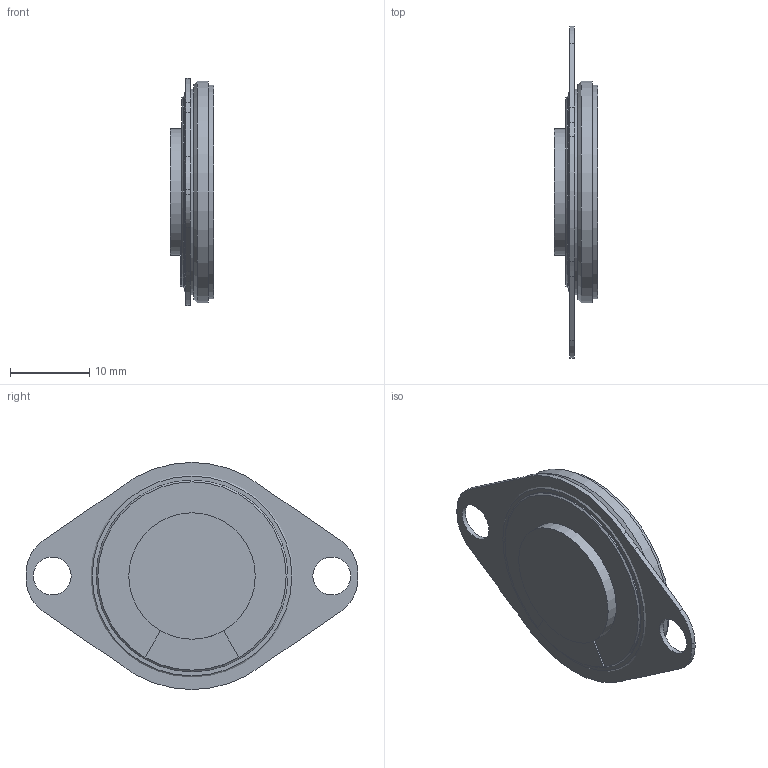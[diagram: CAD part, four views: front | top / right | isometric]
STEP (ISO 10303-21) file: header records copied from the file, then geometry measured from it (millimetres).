
FILE_DESCRIPTION(('HOOPS Exchange Step'),'2;1');
FILE_NAME('temp_export','2023-02-05T00:05:31-16:00',('30abd'),('Shapr3D Limited'),'HOOPS Exchange 2022.2','Shapr3D','Authorized');
FILE_SCHEMA( ('AUTOMOTIVE_DESIGN { 1 0 10303 214 1 1 1 1 }') );
Length unit declared in the file: millimetre
Products named in the file (2): temp_import.step; root
Assembly tree (1 placements, depth 2):
  root
    temp_import.step
Bounding box: 5.5 x 42 x 28.73 mm (x, y, z)
Volume: 2823.2 mm3; surface area: 3572.2 mm2
Topology: 3 solids, 3 shells, 243 faces, 610 edges, 378 vertices
Faces by surface type: plane 163, cylinder 70, cone 9, bspline 1
Full cylindrical faces by diameter (mm): 4.788 x2, 16 x1, 24.244 x1, 26 x1, 27 x1, 28 x1
Entity records: 7205 total; most frequent: CARTESIAN_POINT 1478, DIRECTION 1229, ORIENTED_EDGE 1218, EDGE_CURVE 609, AXIS2_PLACEMENT_3D 491, VERTEX_POINT 378, EDGE_LOOP 253, FACE_BOUND 253
